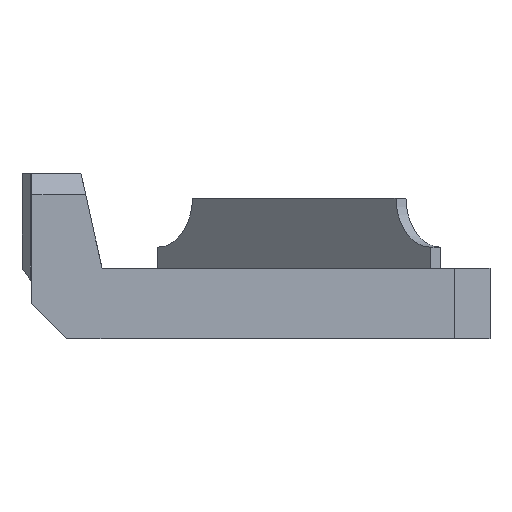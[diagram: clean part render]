
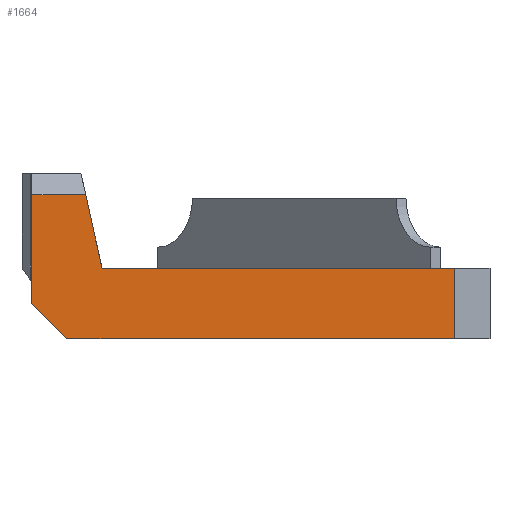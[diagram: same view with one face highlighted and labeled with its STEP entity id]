
A CAD part, front view. The second image highlights one B-rep face of the part: STEP entity #1664.
In plain terms, the highlighted planar face has unit normal (0, -1, 0).
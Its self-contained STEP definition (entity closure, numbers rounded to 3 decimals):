
#100=FACE_OUTER_BOUND('',#192,.T.);
#192=EDGE_LOOP('',(#1388,#1389,#1390,#1391,#1392,#1393,#1394));
#218=LINE('',#2230,#442);
#224=LINE('',#2242,#448);
#274=LINE('',#2341,#498);
#309=LINE('',#2411,#533);
#315=LINE('',#2424,#539);
#398=LINE('',#2607,#622);
#399=LINE('',#2608,#623);
#442=VECTOR('',#1808,10.);
#448=VECTOR('',#1818,10.);
#498=VECTOR('',#1888,10.);
#533=VECTOR('',#1941,10.);
#539=VECTOR('',#1953,10.);
#622=VECTOR('',#2136,10.);
#623=VECTOR('',#2137,10.);
#666=VERTEX_POINT('',#2227);
#667=VERTEX_POINT('',#2229);
#671=VERTEX_POINT('',#2241);
#710=VERTEX_POINT('',#2339);
#736=VERTEX_POINT('',#2408);
#740=VERTEX_POINT('',#2423);
#790=VERTEX_POINT('',#2606);
#818=EDGE_CURVE('',#666,#667,#218,.T.);
#824=EDGE_CURVE('',#667,#671,#224,.T.);
#874=EDGE_CURVE('',#710,#666,#274,.T.);
#909=EDGE_CURVE('',#736,#671,#309,.T.);
#915=EDGE_CURVE('',#736,#740,#315,.T.);
#1007=EDGE_CURVE('',#790,#710,#398,.T.);
#1008=EDGE_CURVE('',#740,#790,#399,.T.);
#1388=ORIENTED_EDGE('',*,*,#818,.F.);
#1389=ORIENTED_EDGE('',*,*,#874,.F.);
#1390=ORIENTED_EDGE('',*,*,#1007,.F.);
#1391=ORIENTED_EDGE('',*,*,#1008,.F.);
#1392=ORIENTED_EDGE('',*,*,#915,.F.);
#1393=ORIENTED_EDGE('',*,*,#909,.T.);
#1394=ORIENTED_EDGE('',*,*,#824,.F.);
#1576=PLANE('',#1779);
#1664=ADVANCED_FACE('',(#100),#1576,.T.);
#1779=AXIS2_PLACEMENT_3D('',#2605,#2134,#2135);
#1808=DIRECTION('',(-0.707,0.,0.707));
#1818=DIRECTION('',(0.,0.,1.));
#1888=DIRECTION('',(-1.,0.,0.));
#1941=DIRECTION('',(-1.,0.,0.));
#1953=DIRECTION('',(0.217,0.,-0.976));
#2134=DIRECTION('center_axis',(0.,-1.,0.));
#2135=DIRECTION('ref_axis',(-1.,0.,0.));
#2136=DIRECTION('',(0.,0.,-1.));
#2137=DIRECTION('',(1.,0.,0.));
#2227=CARTESIAN_POINT('',(5.,0.,-10.));
#2229=CARTESIAN_POINT('',(0.,0.,-5.));
#2230=CARTESIAN_POINT('',(15.05,0.,-20.05));
#2241=CARTESIAN_POINT('',(0.,0.,10.5));
#2242=CARTESIAN_POINT('',(0.,0.,0.));
#2339=CARTESIAN_POINT('',(60.2,0.,-10.));
#2341=CARTESIAN_POINT('',(0.,0.,-10.));
#2408=CARTESIAN_POINT('',(7.667,0.,10.5));
#2411=CARTESIAN_POINT('',(30.1,0.,10.5));
#2423=CARTESIAN_POINT('',(10.,0.,0.));
#2424=CARTESIAN_POINT('',(10.431,0.,-1.94));
#2605=CARTESIAN_POINT('Origin',(60.2,0.,0.));
#2606=CARTESIAN_POINT('',(60.2,0.,0.));
#2607=CARTESIAN_POINT('',(60.2,0.,0.));
#2608=CARTESIAN_POINT('',(0.,0.,0.));
